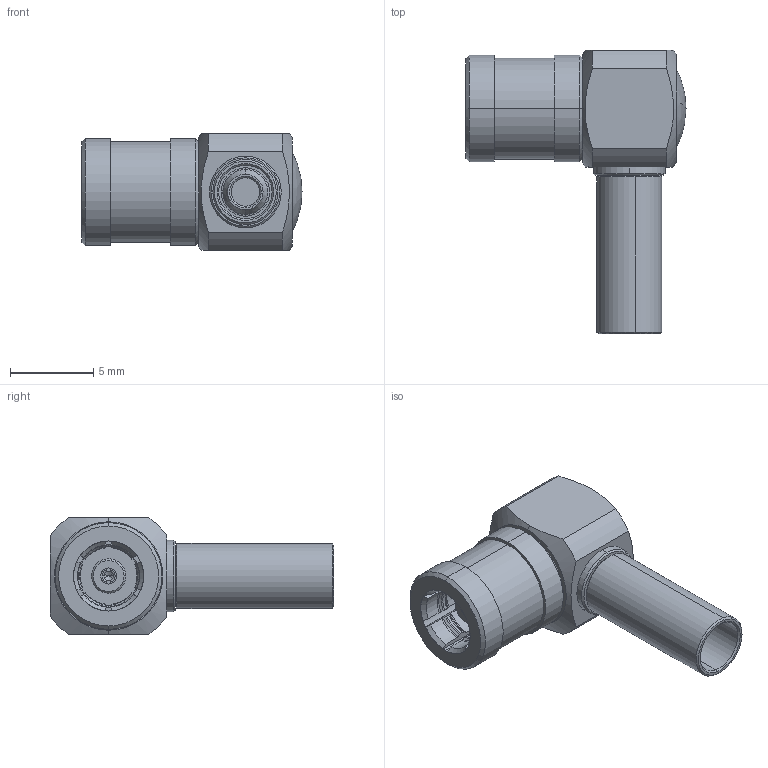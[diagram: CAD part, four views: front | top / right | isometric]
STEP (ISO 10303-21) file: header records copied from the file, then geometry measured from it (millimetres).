
FILE_DESCRIPTION (( 'STEP AP214' ), '1' );
FILE_NAME ('ÑÖÍÊ.434531.046ÑÁ_Ðîçåòêà+äëÿ ïîòðåáèòåëÿ.STEP', '2018-12-03T06:24:44', ( 'User' ), ( '' ), 'SwSTEP 2.0', 'SolidWorks 2016', '' );
FILE_SCHEMA (( 'AUTOMOTIVE_DESIGN' ));
Length unit declared in the file: millimetre
Products named in the file (1): ÑÖÍÊ.434531.046ÑÁ_Ðîçåòêà+äëÿ ïîòðåáèòåëÿ
Bounding box: 13.2 x 17 x 7 mm (x, y, z)
Volume: 485.8 mm3; surface area: 758.6 mm2
Topology: 1 solids, 1 shells, 167 faces, 432 edges, 277 vertices
Faces by surface type: cylinder 46, cone 46, plane 42, torus 31, sphere 2
Entity records: 7356 total; most frequent: CARTESIAN_POINT 1473, ORIENTED_EDGE 860, DIRECTION 854, EDGE_CURVE 430, AXIS2_PLACEMENT_3D 356, VERTEX_POINT 277, CIRCLE 188, EDGE_LOOP 179
